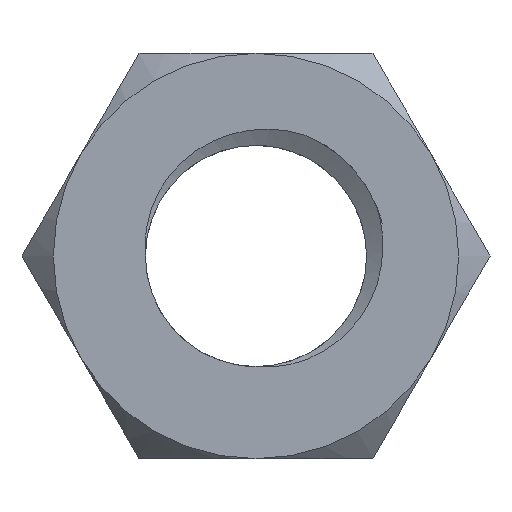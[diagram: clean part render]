
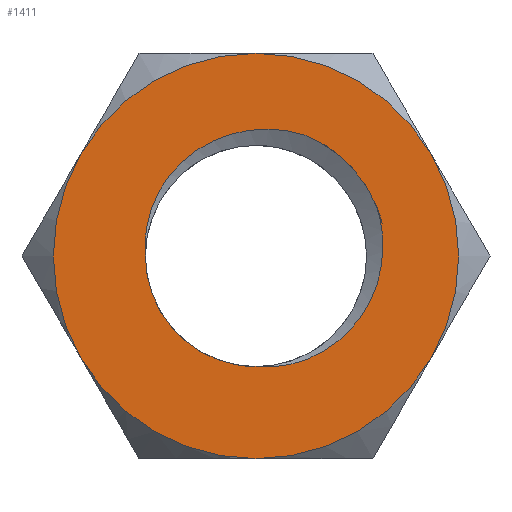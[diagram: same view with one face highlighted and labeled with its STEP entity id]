
A CAD part, front view. The second image highlights one B-rep face of the part: STEP entity #1411.
In plain terms, the highlighted planar face has unit normal (0, -1, 0).
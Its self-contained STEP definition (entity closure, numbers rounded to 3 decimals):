
#28 = DIRECTION ( 'NONE',  ( 0., 1., 0. ) ) ;
#30 = EDGE_CURVE ( 'NONE', #2282, #1318, #2499, .T. ) ;
#55 = ORIENTED_EDGE ( 'NONE', *, *, #2150, .T. ) ;
#57 = CARTESIAN_POINT ( 'NONE',  ( 1.674, 0., 0.558 ) ) ;
#83 = ORIENTED_EDGE ( 'NONE', *, *, #1510, .T. ) ;
#119 = CIRCLE ( 'NONE', #1792, 2.75 ) ;
#134 = CARTESIAN_POINT ( 'NONE',  ( 1.078, 0., 1.424 ) ) ;
#191 = AXIS2_PLACEMENT_3D ( 'NONE', #2523, #2184, #1728 ) ;
#237 = CARTESIAN_POINT ( 'NONE',  ( 0., 0., 0. ) ) ;
#271 = CARTESIAN_POINT ( 'NONE',  ( 0.665, 0., -1.419 ) ) ;
#284 = CARTESIAN_POINT ( 'NONE',  ( 1.686, 0., -0.244 ) ) ;
#402 = ORIENTED_EDGE ( 'NONE', *, *, #1822, .F. ) ;
#441 = CARTESIAN_POINT ( 'NONE',  ( -2.382, 0., -1.375 ) ) ;
#484 = CARTESIAN_POINT ( 'NONE',  ( 1.632, 0., 0.687 ) ) ;
#492 = FACE_OUTER_BOUND ( 'NONE', #2136, .T. ) ;
#523 = CARTESIAN_POINT ( 'NONE',  ( 1.483, 0., -0.742 ) ) ;
#530 = AXIS2_PLACEMENT_3D ( 'NONE', #237, #2293, #2269 ) ;
#573 = CARTESIAN_POINT ( 'NONE',  ( -1.235, 0., 1.019 ) ) ;
#591 = EDGE_CURVE ( 'NONE', #815, #1999, #2348, .T. ) ;
#615 = ORIENTED_EDGE ( 'NONE', *, *, #2782, .T. ) ;
#648 = AXIS2_PLACEMENT_3D ( 'NONE', #2093, #1402, #2066 ) ;
#705 = CARTESIAN_POINT ( 'NONE',  ( 0., 0., 0. ) ) ;
#709 = CARTESIAN_POINT ( 'NONE',  ( 1.702, 0., 0.426 ) ) ;
#735 = CARTESIAN_POINT ( 'NONE',  ( 0.535, 0., -1.461 ) ) ;
#764 = CARTESIAN_POINT ( 'NONE',  ( 0., 0., 0. ) ) ;
#798 = CARTESIAN_POINT ( 'NONE',  ( -1.5, 0., 0. ) ) ;
#815 = VERTEX_POINT ( 'NONE', #1687 ) ;
#827 = B_SPLINE_CURVE_WITH_KNOTS ( 'NONE', 3,
 ( #2785, #2756, #1846, #735, #271, #1428, #2284, #523, #2556, #1217, #284, #1832, #2323, #709, #57, #484 ),
 .UNSPECIFIED., .F., .F.,
 ( 4, 2, 2, 2, 2, 2, 2, 4 ),
 ( 0., 0., 0.001, 0.002, 0.002, 0.002, 0.003, 0.003 ),
 .UNSPECIFIED. ) ;
#834 = ORIENTED_EDGE ( 'NONE', *, *, #1426, .T. ) ;
#908 = DIRECTION ( 'NONE',  ( 0., -1., 0. ) ) ;
#922 = CIRCLE ( 'NONE', #648, 2.75 ) ;
#941 = CARTESIAN_POINT ( 'NONE',  ( 0.664, 0., 1.641 ) ) ;
#1006 = EDGE_LOOP ( 'NONE', ( #402, #2564, #1307, #83 ) ) ;
#1020 = VERTEX_POINT ( 'NONE', #441 ) ;
#1026 = B_SPLINE_CURVE_WITH_KNOTS ( 'NONE', 3,
 ( #2351, #1886, #2789, #134, #1709, #1667 ),
 .UNSPECIFIED., .F., .F.,
 ( 4, 2, 4 ),
 ( 0., 0.001, 0.001 ),
 .UNSPECIFIED. ) ;
#1057 = CARTESIAN_POINT ( 'NONE',  ( -0.968, 0., 1.318 ) ) ;
#1061 = CARTESIAN_POINT ( 'NONE',  ( 1.632, 0., 0.687 ) ) ;
#1090 = CARTESIAN_POINT ( 'NONE',  ( 0., 0., -1.5 ) ) ;
#1104 = DIRECTION ( 'NONE',  ( 0., 0., -1. ) ) ;
#1173 = DIRECTION ( 'NONE',  ( 0., 0., 1. ) ) ;
#1175 = B_SPLINE_CURVE_WITH_KNOTS ( 'NONE', 3,
 ( #941, #2764, #1839, #2511, #2737, #1619, #1733, #1057, #2596, #573, #2817, #2563, #1254, #798 ),
 .UNSPECIFIED., .F., .F.,
 ( 4, 2, 2, 2, 2, 2, 4 ),
 ( 0., 0., 0.001, 0.002, 0.002, 0.002, 0.003 ),
 .UNSPECIFIED. ) ;
#1176 = VERTEX_POINT ( 'NONE', #2878 ) ;
#1214 = CARTESIAN_POINT ( 'NONE',  ( 2.382, 0., -1.375 ) ) ;
#1217 = CARTESIAN_POINT ( 'NONE',  ( 1.651, 0., -0.375 ) ) ;
#1249 = CIRCLE ( 'NONE', #2677, 1.5 ) ;
#1254 = CARTESIAN_POINT ( 'NONE',  ( -1.522, 0., 0.269 ) ) ;
#1289 = CARTESIAN_POINT ( 'NONE',  ( 2.382, 0., 1.375 ) ) ;
#1294 = CARTESIAN_POINT ( 'NONE',  ( 0.664, 0., 1.641 ) ) ;
#1307 = ORIENTED_EDGE ( 'NONE', *, *, #1554, .F. ) ;
#1310 = EDGE_CURVE ( 'NONE', #2798, #1020, #2794, .T. ) ;
#1318 = VERTEX_POINT ( 'NONE', #1842 ) ;
#1396 = FACE_BOUND ( 'NONE', #1006, .T. ) ;
#1402 = DIRECTION ( 'NONE',  ( 0., -1., 0. ) ) ;
#1411 = ADVANCED_FACE ( 'NONE', ( #492, #1396 ), #2727, .F. ) ;
#1426 = EDGE_CURVE ( 'NONE', #1318, #2798, #922, .T. ) ;
#1428 = CARTESIAN_POINT ( 'NONE',  ( 1.029, 0., -1.246 ) ) ;
#1444 = DIRECTION ( 'NONE',  ( 0., 0., -1. ) ) ;
#1468 = CIRCLE ( 'NONE', #2552, 2.75 ) ;
#1487 = CARTESIAN_POINT ( 'NONE',  ( -2.382, 0., 1.375 ) ) ;
#1491 = ORIENTED_EDGE ( 'NONE', *, *, #30, .T. ) ;
#1510 = EDGE_CURVE ( 'NONE', #2196, #1176, #1249, .T. ) ;
#1554 = EDGE_CURVE ( 'NONE', #2196, #2631, #827, .T. ) ;
#1619 = CARTESIAN_POINT ( 'NONE',  ( -0.391, 0., 1.659 ) ) ;
#1667 = CARTESIAN_POINT ( 'NONE',  ( 0.664, 0., 1.641 ) ) ;
#1687 = CARTESIAN_POINT ( 'NONE',  ( 0., 0., -2.75 ) ) ;
#1709 = CARTESIAN_POINT ( 'NONE',  ( 0.881, 0., 1.554 ) ) ;
#1728 = DIRECTION ( 'NONE',  ( 0., 0., -1. ) ) ;
#1733 = CARTESIAN_POINT ( 'NONE',  ( -0.645, 0., 1.554 ) ) ;
#1792 = AXIS2_PLACEMENT_3D ( 'NONE', #2907, #1992, #1104 ) ;
#1822 = EDGE_CURVE ( 'NONE', #2617, #1176, #1175, .T. ) ;
#1832 = CARTESIAN_POINT ( 'NONE',  ( 1.723, 0., 0.022 ) ) ;
#1839 = CARTESIAN_POINT ( 'NONE',  ( 0.405, 0., 1.708 ) ) ;
#1842 = CARTESIAN_POINT ( 'NONE',  ( 0., 0., 2.75 ) ) ;
#1846 = CARTESIAN_POINT ( 'NONE',  ( 0.27, 0., -1.508 ) ) ;
#1882 = CARTESIAN_POINT ( 'NONE',  ( 0., 0., 0. ) ) ;
#1886 = CARTESIAN_POINT ( 'NONE',  ( 1.541, 0., 0.902 ) ) ;
#1902 = ORIENTED_EDGE ( 'NONE', *, *, #1310, .T. ) ;
#1992 = DIRECTION ( 'NONE',  ( 0., -1., 0. ) ) ;
#1999 = VERTEX_POINT ( 'NONE', #1214 ) ;
#2066 = DIRECTION ( 'NONE',  ( 0., 0., -1. ) ) ;
#2093 = CARTESIAN_POINT ( 'NONE',  ( 0., 0., 0. ) ) ;
#2136 = EDGE_LOOP ( 'NONE', ( #1491, #834, #1902, #55, #2835, #615 ) ) ;
#2150 = EDGE_CURVE ( 'NONE', #1020, #815, #119, .T. ) ;
#2181 = AXIS2_PLACEMENT_3D ( 'NONE', #705, #2495, #1173 ) ;
#2184 = DIRECTION ( 'NONE',  ( 0., -1., 0. ) ) ;
#2196 = VERTEX_POINT ( 'NONE', #1090 ) ;
#2269 = DIRECTION ( 'NONE',  ( 0., 0., -1. ) ) ;
#2282 = VERTEX_POINT ( 'NONE', #1289 ) ;
#2284 = CARTESIAN_POINT ( 'NONE',  ( 1.244, 0., -1.068 ) ) ;
#2293 = DIRECTION ( 'NONE',  ( 0., -1., 0. ) ) ;
#2323 = CARTESIAN_POINT ( 'NONE',  ( 1.726, 0., 0.159 ) ) ;
#2348 = CIRCLE ( 'NONE', #191, 2.75 ) ;
#2351 = CARTESIAN_POINT ( 'NONE',  ( 1.632, 0., 0.687 ) ) ;
#2430 = DIRECTION ( 'NONE',  ( 0., 0., -1. ) ) ;
#2495 = DIRECTION ( 'NONE',  ( 0., 1., 0. ) ) ;
#2499 = CIRCLE ( 'NONE', #2888, 2.75 ) ;
#2511 = CARTESIAN_POINT ( 'NONE',  ( 0.139, 0., 1.728 ) ) ;
#2523 = CARTESIAN_POINT ( 'NONE',  ( 0., 0., 0. ) ) ;
#2528 = DIRECTION ( 'NONE',  ( 0., 0., 1. ) ) ;
#2552 = AXIS2_PLACEMENT_3D ( 'NONE', #764, #2829, #1444 ) ;
#2556 = CARTESIAN_POINT ( 'NONE',  ( 1.549, 0., -0.625 ) ) ;
#2563 = CARTESIAN_POINT ( 'NONE',  ( -1.474, 0., 0.54 ) ) ;
#2564 = ORIENTED_EDGE ( 'NONE', *, *, #2836, .F. ) ;
#2596 = CARTESIAN_POINT ( 'NONE',  ( -1.067, 0., 1.225 ) ) ;
#2617 = VERTEX_POINT ( 'NONE', #1294 ) ;
#2631 = VERTEX_POINT ( 'NONE', #1061 ) ;
#2677 = AXIS2_PLACEMENT_3D ( 'NONE', #1882, #28, #2528 ) ;
#2707 = CARTESIAN_POINT ( 'NONE',  ( 0., 0., 0. ) ) ;
#2727 = PLANE ( 'NONE',  #2181 ) ;
#2737 = CARTESIAN_POINT ( 'NONE',  ( 0.003, 0., 1.722 ) ) ;
#2756 = CARTESIAN_POINT ( 'NONE',  ( 0.135, 0., -1.513 ) ) ;
#2764 = CARTESIAN_POINT ( 'NONE',  ( 0.536, 0., 1.682 ) ) ;
#2782 = EDGE_CURVE ( 'NONE', #1999, #2282, #1468, .T. ) ;
#2785 = CARTESIAN_POINT ( 'NONE',  ( 0., 0., -1.5 ) ) ;
#2789 = CARTESIAN_POINT ( 'NONE',  ( 1.409, 0., 1.097 ) ) ;
#2794 = CIRCLE ( 'NONE', #530, 2.75 ) ;
#2798 = VERTEX_POINT ( 'NONE', #1487 ) ;
#2817 = CARTESIAN_POINT ( 'NONE',  ( -1.307, 0., 0.904 ) ) ;
#2829 = DIRECTION ( 'NONE',  ( 0., -1., 0. ) ) ;
#2835 = ORIENTED_EDGE ( 'NONE', *, *, #591, .T. ) ;
#2836 = EDGE_CURVE ( 'NONE', #2631, #2617, #1026, .T. ) ;
#2878 = CARTESIAN_POINT ( 'NONE',  ( -1.5, 0., 0. ) ) ;
#2888 = AXIS2_PLACEMENT_3D ( 'NONE', #2707, #908, #2430 ) ;
#2907 = CARTESIAN_POINT ( 'NONE',  ( 0., 0., 0. ) ) ;
